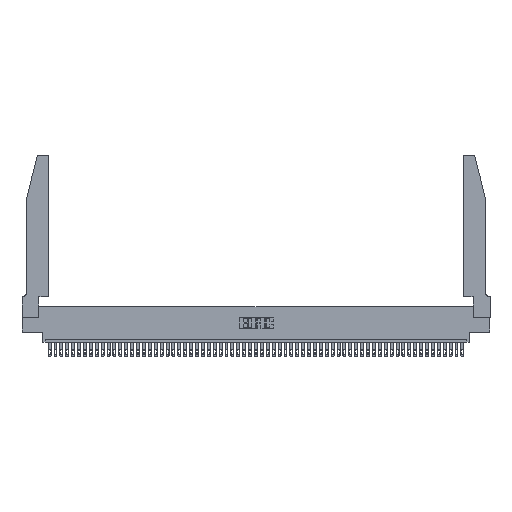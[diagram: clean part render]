
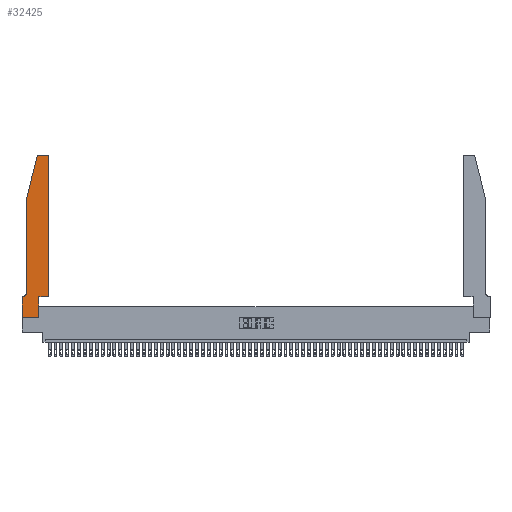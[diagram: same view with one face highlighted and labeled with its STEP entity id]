
A CAD part, top view. The second image highlights one B-rep face of the part: STEP entity #32425.
In plain terms, the highlighted planar face has unit normal (0, 0, 1).
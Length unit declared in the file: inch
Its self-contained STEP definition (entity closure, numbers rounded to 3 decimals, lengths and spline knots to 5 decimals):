
#1195 = AXIS2_PLACEMENT_3D ( 'NONE', #34395, #43531, #39853 ) ;
#1429 = CARTESIAN_POINT ( 'NONE',  ( 0.4505, 0.35, 0.37 ) ) ;
#1608 = ORIENTED_EDGE ( 'NONE', *, *, #50932, .T. ) ;
#1885 = CIRCLE ( 'NONE', #12214, 0.07 ) ;
#2383 = VERTEX_POINT ( 'NONE', #17267 ) ;
#2753 = VERTEX_POINT ( 'NONE', #38921 ) ;
#3248 = DIRECTION ( 'NONE',  ( 1., 0., 0. ) ) ;
#3754 = CARTESIAN_POINT ( 'NONE',  ( 0.0755, 0.35, 0.37 ) ) ;
#4421 = EDGE_CURVE ( 'NONE', #19787, #5369, #24693, .T. ) ;
#5105 = DIRECTION ( 'NONE',  ( 0., 1., 0. ) ) ;
#5369 = VERTEX_POINT ( 'NONE', #20500 ) ;
#5614 = LINE ( 'NONE', #12162, #46996 ) ;
#6491 = VERTEX_POINT ( 'NONE', #45759 ) ;
#6597 = EDGE_CURVE ( 'NONE', #2383, #13854, #12653, .T. ) ;
#6614 = ORIENTED_EDGE ( 'NONE', *, *, #40534, .T. ) ;
#7379 = VERTEX_POINT ( 'NONE', #28837 ) ;
#8940 = CARTESIAN_POINT ( 'NONE',  ( 0.0755, 0.42, 0.37 ) ) ;
#10214 = ORIENTED_EDGE ( 'NONE', *, *, #30970, .T. ) ;
#10541 = DIRECTION ( 'NONE',  ( -1., 0., 0. ) ) ;
#11147 = PLANE ( 'NONE',  #44953 ) ;
#11583 = LINE ( 'NONE', #47881, #20048 ) ;
#12162 = CARTESIAN_POINT ( 'NONE',  ( 0., 0., 0.37 ) ) ;
#12214 = AXIS2_PLACEMENT_3D ( 'NONE', #35679, #48143, #10541 ) ;
#12427 = CARTESIAN_POINT ( 'NONE',  ( 0.2605, 2.75, 0.37 ) ) ;
#12653 = LINE ( 'NONE', #24455, #26297 ) ;
#13549 = CIRCLE ( 'NONE', #1195, 0.03 ) ;
#13854 = VERTEX_POINT ( 'NONE', #27228 ) ;
#14056 = ORIENTED_EDGE ( 'NONE', *, *, #22081, .T. ) ;
#14192 = CARTESIAN_POINT ( 'NONE',  ( 0.4205, 2.75, 0.37 ) ) ;
#14444 = VERTEX_POINT ( 'NONE', #23825 ) ;
#14562 = CARTESIAN_POINT ( 'NONE',  ( 0.284, 2.72, 0.37 ) ) ;
#14649 = AXIS2_PLACEMENT_3D ( 'NONE', #14562, #18718, #48116 ) ;
#14650 = CARTESIAN_POINT ( 'NONE',  ( 0., 0., 0.37 ) ) ;
#15272 = VECTOR ( 'NONE', #27530, 39.37008 ) ;
#15441 = ORIENTED_EDGE ( 'NONE', *, *, #33405, .T. ) ;
#15866 = ORIENTED_EDGE ( 'NONE', *, *, #42959, .T. ) ;
#17267 = CARTESIAN_POINT ( 'NONE',  ( 0.2865, 0., 0.37 ) ) ;
#17293 = EDGE_CURVE ( 'NONE', #23537, #14444, #20977, .T. ) ;
#18718 = DIRECTION ( 'NONE',  ( 0., 0., 1. ) ) ;
#18830 = DIRECTION ( 'NONE',  ( 0., 0., 1. ) ) ;
#19787 = VERTEX_POINT ( 'NONE', #35388 ) ;
#20048 = VECTOR ( 'NONE', #43866, 39.37008 ) ;
#20500 = CARTESIAN_POINT ( 'NONE',  ( 0., 0., 0.37 ) ) ;
#20977 = LINE ( 'NONE', #12427, #31467 ) ;
#22006 = EDGE_CURVE ( 'NONE', #2753, #23537, #13549, .T. ) ;
#22081 = EDGE_CURVE ( 'NONE', #5369, #2383, #5614, .T. ) ;
#22654 = EDGE_CURVE ( 'NONE', #13854, #6491, #33255, .T. ) ;
#22766 = VERTEX_POINT ( 'NONE', #48316 ) ;
#22883 = VECTOR ( 'NONE', #52066, 39.37008 ) ;
#23066 = CARTESIAN_POINT ( 'NONE',  ( 0.0755, 2., 0.37 ) ) ;
#23479 = FACE_OUTER_BOUND ( 'NONE', #47161, .T. ) ;
#23537 = VERTEX_POINT ( 'NONE', #14192 ) ;
#23573 = ORIENTED_EDGE ( 'NONE', *, *, #6597, .T. ) ;
#23825 = CARTESIAN_POINT ( 'NONE',  ( 0.284, 2.75, 0.37 ) ) ;
#24455 = CARTESIAN_POINT ( 'NONE',  ( 0.2865, 0.35, 0.37 ) ) ;
#24693 = LINE ( 'NONE', #14650, #50878 ) ;
#24846 = ORIENTED_EDGE ( 'NONE', *, *, #17293, .T. ) ;
#25002 = DIRECTION ( 'NONE',  ( 0., -1., 0. ) ) ;
#26118 = ORIENTED_EDGE ( 'NONE', *, *, #22006, .T. ) ;
#26297 = VECTOR ( 'NONE', #5105, 39.37008 ) ;
#27228 = CARTESIAN_POINT ( 'NONE',  ( 0.2865, 0.35, 0.37 ) ) ;
#27314 = DIRECTION ( 'NONE',  ( 1., 0., 0. ) ) ;
#27530 = DIRECTION ( 'NONE',  ( 0., -1., 0. ) ) ;
#28837 = CARTESIAN_POINT ( 'NONE',  ( 0.25487, 2.72718, 0.37 ) ) ;
#29698 = LINE ( 'NONE', #23066, #15272 ) ;
#30486 = VECTOR ( 'NONE', #3248, 39.37008 ) ;
#30617 = VERTEX_POINT ( 'NONE', #39993 ) ;
#30970 = EDGE_CURVE ( 'NONE', #7379, #22766, #40752, .T. ) ;
#31467 = VECTOR ( 'NONE', #50347, 39.37008 ) ;
#32327 = CARTESIAN_POINT ( 'NONE',  ( 0., 0.35, 0.37 ) ) ;
#32425 = ADVANCED_FACE ( 'NONE', ( #23479 ), #11147, .T. ) ;
#33255 = LINE ( 'NONE', #1429, #30486 ) ;
#33405 = EDGE_CURVE ( 'NONE', #14444, #7379, #34614, .T. ) ;
#34395 = CARTESIAN_POINT ( 'NONE',  ( 0.4205, 2.72, 0.37 ) ) ;
#34614 = CIRCLE ( 'NONE', #14649, 0.03 ) ;
#35388 = CARTESIAN_POINT ( 'NONE',  ( 0., 0.35, 0.37 ) ) ;
#35679 = CARTESIAN_POINT ( 'NONE',  ( 0.0055, 0.42, 0.37 ) ) ;
#37093 = LINE ( 'NONE', #3754, #50807 ) ;
#37634 = DIRECTION ( 'NONE',  ( 1., 0., 0. ) ) ;
#38921 = CARTESIAN_POINT ( 'NONE',  ( 0.4505, 2.72, 0.37 ) ) ;
#39445 = CARTESIAN_POINT ( 'NONE',  ( 0.0755, 2., 0.37 ) ) ;
#39853 = DIRECTION ( 'NONE',  ( 1., 0., 0. ) ) ;
#39993 = CARTESIAN_POINT ( 'NONE',  ( 0.0055, 0.35, 0.37 ) ) ;
#40534 = EDGE_CURVE ( 'NONE', #52016, #30617, #1885, .T. ) ;
#40752 = LINE ( 'NONE', #39445, #22883 ) ;
#42959 = EDGE_CURVE ( 'NONE', #6491, #2753, #11583, .T. ) ;
#43531 = DIRECTION ( 'NONE',  ( 0., 0., 1. ) ) ;
#43866 = DIRECTION ( 'NONE',  ( 0., 1., 0. ) ) ;
#44953 = AXIS2_PLACEMENT_3D ( 'NONE', #32327, #18830, #27314 ) ;
#45759 = CARTESIAN_POINT ( 'NONE',  ( 0.4505, 0.35, 0.37 ) ) ;
#46284 = ORIENTED_EDGE ( 'NONE', *, *, #49344, .T. ) ;
#46996 = VECTOR ( 'NONE', #37634, 39.37008 ) ;
#47161 = EDGE_LOOP ( 'NONE', ( #24846, #15441, #10214, #1608, #6614, #46284, #52361, #14056, #23573, #51524, #15866, #26118 ) ) ;
#47881 = CARTESIAN_POINT ( 'NONE',  ( 0.4505, 0.35, 0.37 ) ) ;
#48116 = DIRECTION ( 'NONE',  ( 1., 0., 0. ) ) ;
#48143 = DIRECTION ( 'NONE',  ( 0., 0., -1. ) ) ;
#48316 = CARTESIAN_POINT ( 'NONE',  ( 0.0755, 2., 0.37 ) ) ;
#49344 = EDGE_CURVE ( 'NONE', #30617, #19787, #37093, .T. ) ;
#49944 = DIRECTION ( 'NONE',  ( -1., 0., 0. ) ) ;
#50347 = DIRECTION ( 'NONE',  ( -1., 0., 0. ) ) ;
#50807 = VECTOR ( 'NONE', #49944, 39.37008 ) ;
#50878 = VECTOR ( 'NONE', #25002, 39.37008 ) ;
#50932 = EDGE_CURVE ( 'NONE', #22766, #52016, #29698, .T. ) ;
#51524 = ORIENTED_EDGE ( 'NONE', *, *, #22654, .T. ) ;
#52016 = VERTEX_POINT ( 'NONE', #8940 ) ;
#52066 = DIRECTION ( 'NONE',  ( -0.239, -0.971, 0. ) ) ;
#52361 = ORIENTED_EDGE ( 'NONE', *, *, #4421, .T. ) ;
